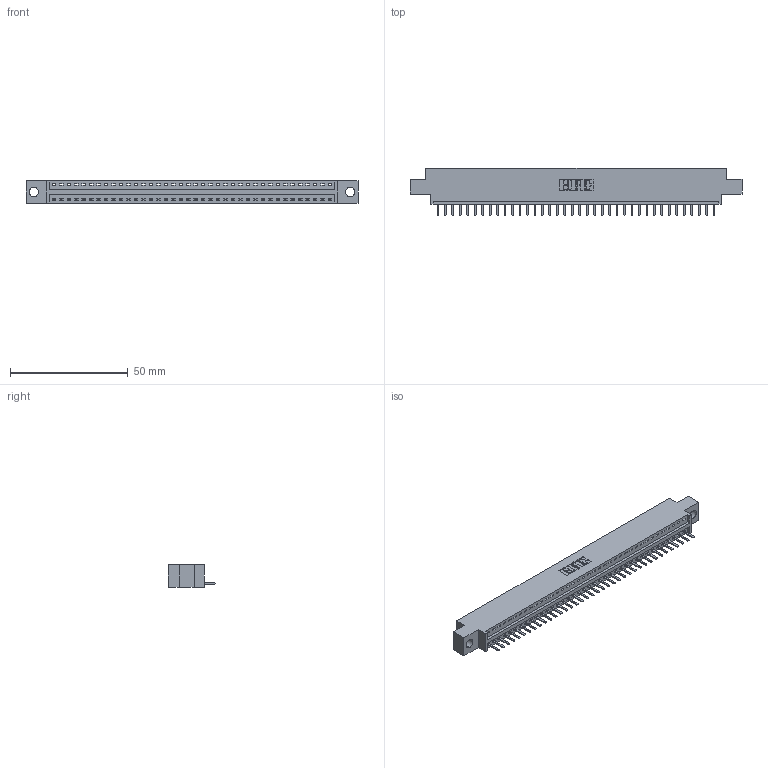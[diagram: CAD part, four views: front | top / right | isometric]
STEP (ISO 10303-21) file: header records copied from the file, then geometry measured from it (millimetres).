
FILE_DESCRIPTION (( 'STEP AP203' ), '1' );
FILE_NAME ('346-038-520-604.STEP', '2022-05-07T04:17:14', ( '' ), ( '' ), 'SwSTEP 2.0', 'SolidWorks 2020', '' );
FILE_SCHEMA (( 'CONFIG_CONTROL_DESIGN' ));
Length unit declared in the file: inch
Products named in the file (3): 346 Part_0.170 Offset - 0.156 Dia-TH; 345-292-001_345-293-120; 346-038-520-604
Assembly tree (39 placements, depth 2):
  346-038-520-604
    346 Part_0.170 Offset - 0.156 Dia-TH
    345-292-001_345-293-120  x38
Bounding box: 141.22 x 20.02 x 9.4 mm (x, y, z)
Volume: 13120.8 mm3; surface area: 15988.9 mm2
Topology: 39 solids, 39 shells, 2496 faces, 7369 edges, 4810 vertices
Faces by surface type: plane 1690, cylinder 806
Entity records: 24787 total; most frequent: CARTESIAN_POINT 4272, ORIENTED_EDGE 4230, DIRECTION 3759, EDGE_CURVE 2115, LINE 1827, VECTOR 1827, VERTEX_POINT 1406, AXIS2_PLACEMENT_3D 966
